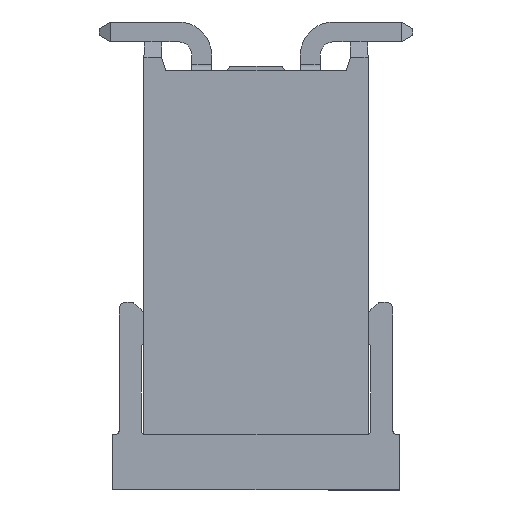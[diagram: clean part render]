
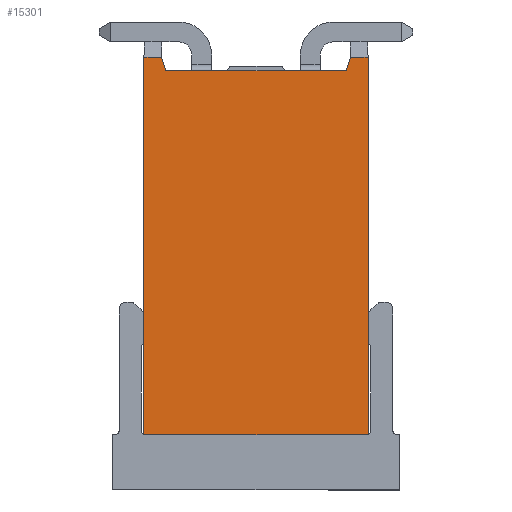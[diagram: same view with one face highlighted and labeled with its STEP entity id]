
A CAD part, left-side view. The second image highlights one B-rep face of the part: STEP entity #15301.
In plain terms, the highlighted planar face has unit normal (-1, 0, 0).
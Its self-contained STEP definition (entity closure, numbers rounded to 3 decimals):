
#742=FACE_OUTER_BOUND('',#1561,.T.);
#1561=EDGE_LOOP('',(#11457,#11458,#11459,#11460,#11461,#11462,#11463,#11464));
#3212=LINE('',#23632,#4938);
#3237=LINE('',#23689,#4963);
#3238=LINE('',#23691,#4964);
#3239=LINE('',#23693,#4965);
#3240=LINE('',#23695,#4966);
#3241=LINE('',#23697,#4967);
#3242=LINE('',#23699,#4968);
#3243=LINE('',#23700,#4969);
#4938=VECTOR('',#19276,1.);
#4963=VECTOR('',#19315,1.);
#4964=VECTOR('',#19316,1.);
#4965=VECTOR('',#19317,1.);
#4966=VECTOR('',#19318,1.);
#4967=VECTOR('',#19319,1.);
#4968=VECTOR('',#19320,1.);
#4969=VECTOR('',#19321,1.);
#6507=VERTEX_POINT('',#23625);
#6510=VERTEX_POINT('',#23630);
#6535=VERTEX_POINT('',#23688);
#6536=VERTEX_POINT('',#23690);
#6537=VERTEX_POINT('',#23692);
#6538=VERTEX_POINT('',#23694);
#6539=VERTEX_POINT('',#23696);
#6540=VERTEX_POINT('',#23698);
#8246=EDGE_CURVE('',#6507,#6510,#3212,.T.);
#8271=EDGE_CURVE('',#6510,#6535,#3237,.T.);
#8272=EDGE_CURVE('',#6535,#6536,#3238,.T.);
#8273=EDGE_CURVE('',#6537,#6536,#3239,.T.);
#8274=EDGE_CURVE('',#6537,#6538,#3240,.T.);
#8275=EDGE_CURVE('',#6538,#6539,#3241,.T.);
#8276=EDGE_CURVE('',#6540,#6539,#3242,.T.);
#8277=EDGE_CURVE('',#6540,#6507,#3243,.T.);
#11457=ORIENTED_EDGE('',*,*,#8246,.T.);
#11458=ORIENTED_EDGE('',*,*,#8271,.T.);
#11459=ORIENTED_EDGE('',*,*,#8272,.T.);
#11460=ORIENTED_EDGE('',*,*,#8273,.F.);
#11461=ORIENTED_EDGE('',*,*,#8274,.T.);
#11462=ORIENTED_EDGE('',*,*,#8275,.T.);
#11463=ORIENTED_EDGE('',*,*,#8276,.F.);
#11464=ORIENTED_EDGE('',*,*,#8277,.T.);
#13737=PLANE('',#16455);
#15301=ADVANCED_FACE('',(#742),#13737,.F.);
#16455=AXIS2_PLACEMENT_3D('',#23687,#19313,#19314);
#19276=DIRECTION('',(0.,1.,0.));
#19313=DIRECTION('center_axis',(1.,0.,0.));
#19314=DIRECTION('ref_axis',(0.,1.,0.));
#19315=DIRECTION('',(0.,0.,-1.));
#19316=DIRECTION('',(0.,-1.,0.));
#19317=DIRECTION('',(0.,0.,-1.));
#19318=DIRECTION('',(0.,1.,0.));
#19319=DIRECTION('',(0.,0.316,-0.949));
#19320=DIRECTION('',(0.,-1.,0.));
#19321=DIRECTION('',(0.,0.316,0.949));
#23625=CARTESIAN_POINT('',(-28.35,1.904,4.5));
#23630=CARTESIAN_POINT('',(-28.35,2.304,4.5));
#23632=CARTESIAN_POINT('',(-28.35,-2.776,4.5));
#23687=CARTESIAN_POINT('Origin',(-28.35,-2.776,4.85));
#23688=CARTESIAN_POINT('',(-28.35,2.304,-4.05));
#23689=CARTESIAN_POINT('',(-28.35,2.304,4.85));
#23690=CARTESIAN_POINT('',(-28.35,-2.776,-4.05));
#23691=CARTESIAN_POINT('',(-28.35,-2.776,-4.05));
#23692=CARTESIAN_POINT('',(-28.35,-2.776,4.5));
#23693=CARTESIAN_POINT('',(-28.35,-2.776,4.85));
#23694=CARTESIAN_POINT('',(-28.35,-2.376,4.5));
#23695=CARTESIAN_POINT('',(-28.35,-2.776,4.5));
#23696=CARTESIAN_POINT('',(-28.35,-2.276,4.2));
#23697=CARTESIAN_POINT('',(-28.35,-2.521,4.935));
#23698=CARTESIAN_POINT('',(-28.35,1.804,4.2));
#23699=CARTESIAN_POINT('',(-28.35,-2.376,4.2));
#23700=CARTESIAN_POINT('',(-28.35,1.541,3.411));
